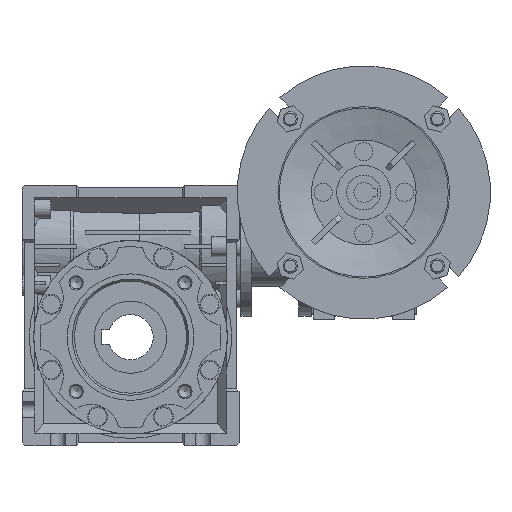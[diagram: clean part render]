
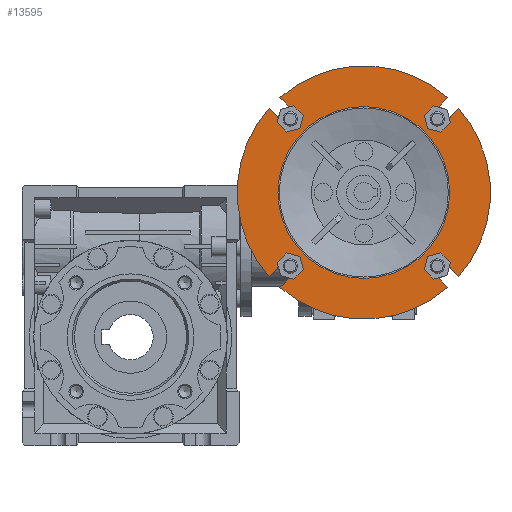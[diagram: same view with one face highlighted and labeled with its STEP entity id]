
A CAD part, left-side view. The second image highlights one B-rep face of the part: STEP entity #13595.
In plain terms, the highlighted face is planar.
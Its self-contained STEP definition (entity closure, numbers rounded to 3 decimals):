
#13595=ADVANCED_FACE('',(#24691,#24693),#24695,.T.);
#24691=FACE_BOUND('',#24692,.T.);
#24692=EDGE_LOOP('',(#32626,#32627,#32628,#32629,#32630,#32631,#32632,#32633,#32634,
#32635,#32636,#32637,#32638,#32639,#32640,#32641));
#24693=FACE_BOUND('',#24694,.T.);
#24694=EDGE_LOOP('',(#32642));
#24695=PLANE('',#24696);
#24696=AXIS2_PLACEMENT_3D('',#24697,#24698,#24699);
#24697=CARTESIAN_POINT('',(55.,105.,122.));
#24698=DIRECTION('',(1.,0.,0.));
#24699=DIRECTION('',(0.,-1.,0.));
#32626=ORIENTED_EDGE('',*,*,#36611,.T.);
#32627=ORIENTED_EDGE('',*,*,#36619,.F.);
#32628=ORIENTED_EDGE('',*,*,#36613,.T.);
#32629=ORIENTED_EDGE('',*,*,#36616,.T.);
#32630=ORIENTED_EDGE('',*,*,#36617,.T.);
#32631=ORIENTED_EDGE('',*,*,#36257,.F.);
#32632=ORIENTED_EDGE('',*,*,#36606,.T.);
#32633=ORIENTED_EDGE('',*,*,#36604,.T.);
#32634=ORIENTED_EDGE('',*,*,#36602,.T.);
#32635=ORIENTED_EDGE('',*,*,#36618,.F.);
#32636=ORIENTED_EDGE('',*,*,#36599,.T.);
#32637=ORIENTED_EDGE('',*,*,#36597,.T.);
#32638=ORIENTED_EDGE('',*,*,#36607,.T.);
#32639=ORIENTED_EDGE('',*,*,#36255,.F.);
#32640=ORIENTED_EDGE('',*,*,#36595,.T.);
#32641=ORIENTED_EDGE('',*,*,#36609,.T.);
#32642=ORIENTED_EDGE('',*,*,#36262,.T.);
#36255=EDGE_CURVE('',#42389,#42384,#42391,.T.);
#36257=EDGE_CURVE('',#42393,#42395,#42396,.T.);
#36262=EDGE_CURVE('',#42404,#42404,#42405,.T.);
#36595=EDGE_CURVE('',#42389,#42972,#42974,.T.);
#36597=EDGE_CURVE('',#42977,#42975,#42978,.T.);
#36599=EDGE_CURVE('',#42980,#42977,#42981,.T.);
#36602=EDGE_CURVE('',#42985,#42983,#42986,.T.);
#36604=EDGE_CURVE('',#42988,#42985,#42989,.T.);
#36606=EDGE_CURVE('',#42393,#42988,#42991,.T.);
#36607=EDGE_CURVE('',#42975,#42384,#42992,.T.);
#36609=EDGE_CURVE('',#42972,#42993,#42995,.T.);
#36611=EDGE_CURVE('',#42993,#42996,#42998,.T.);
#36613=EDGE_CURVE('',#43001,#42999,#43002,.T.);
#36616=EDGE_CURVE('',#42999,#43004,#43006,.T.);
#36617=EDGE_CURVE('',#43004,#42395,#43007,.T.);
#36618=EDGE_CURVE('',#42980,#42983,#43008,.T.);
#36619=EDGE_CURVE('',#43001,#42996,#43009,.T.);
#42384=VERTEX_POINT('',#58524);
#42389=VERTEX_POINT('',#58534);
#42391=CIRCLE('',#58538,70.);
#42393=VERTEX_POINT('',#58543);
#42395=VERTEX_POINT('',#58547);
#42396=CIRCLE('',#58548,70.);
#42404=VERTEX_POINT('',#58570);
#42405=CIRCLE('',#58571,47.5);
#42972=VERTEX_POINT('',#60737);
#42974=LINE('',#60741,#60742);
#42975=VERTEX_POINT('',#60744);
#42977=VERTEX_POINT('',#60748);
#42978=CIRCLE('',#60749,4.25);
#42980=VERTEX_POINT('',#60756);
#42981=LINE('',#60757,#60758);
#42983=VERTEX_POINT('',#60763);
#42985=VERTEX_POINT('',#60767);
#42986=LINE('',#60768,#60769);
#42988=VERTEX_POINT('',#60774);
#42989=CIRCLE('',#60775,4.25);
#42991=LINE('',#60782,#60783);
#42992=LINE('',#60785,#60786);
#42993=VERTEX_POINT('',#60788);
#42995=CIRCLE('',#60792,4.25);
#42996=VERTEX_POINT('',#60796);
#42998=LINE('',#60800,#60801);
#42999=VERTEX_POINT('',#60803);
#43001=VERTEX_POINT('',#60807);
#43002=LINE('',#60808,#60809);
#43004=VERTEX_POINT('',#60814);
#43006=CIRCLE('',#60818,4.25);
#43007=LINE('',#60822,#60823);
#43008=CIRCLE('',#60825,70.);
#43009=CIRCLE('',#60829,70.);
#58524=CARTESIAN_POINT('',(55.,17.589,168.401));
#58534=CARTESIAN_POINT('',(55.,17.589,75.599));
#58538=AXIS2_PLACEMENT_3D('',#58539,#58540,#58541);
#58539=CARTESIAN_POINT('',(55.,70.,122.));
#58540=DIRECTION('',(-1.,-0.,0.));
#58541=DIRECTION('',(0.,-0.749,-0.663));
#58543=CARTESIAN_POINT('',(55.,122.411,168.401));
#58547=CARTESIAN_POINT('',(55.,122.411,75.599));
#58548=AXIS2_PLACEMENT_3D('',#58549,#58550,#58551);
#58549=CARTESIAN_POINT('',(55.,70.,122.));
#58550=DIRECTION('',(-1.,0.,-0.));
#58551=DIRECTION('',(0.,0.749,0.663));
#58570=CARTESIAN_POINT('',(55.,117.5,122.));
#58571=AXIS2_PLACEMENT_3D('',#58572,#58573,#58574);
#58572=CARTESIAN_POINT('',(55.,70.,122.));
#58573=DIRECTION('',(-1.,-0.,-0.));
#58574=DIRECTION('',(0.,1.,0.));
#60737=CARTESIAN_POINT('',(55.,26.336,84.347));
#60741=CARTESIAN_POINT('',(55.,17.589,75.599));
#60742=VECTOR('',#60743,1.);
#60743=DIRECTION('',(0.,0.707,0.707));
#60744=CARTESIAN_POINT('',(55.,26.336,159.653));
#60748=CARTESIAN_POINT('',(55.,32.347,165.664));
#60749=AXIS2_PLACEMENT_3D('',#60750,#60751,#60752);
#60750=CARTESIAN_POINT('',(55.,29.341,162.659));
#60751=DIRECTION('',(-1.,0.,-0.));
#60752=DIRECTION('',(0.,0.707,0.707));
#60756=CARTESIAN_POINT('',(55.,23.599,174.411));
#60757=CARTESIAN_POINT('',(55.,23.599,174.411));
#60758=VECTOR('',#60759,1.);
#60759=DIRECTION('',(0.,0.707,-0.707));
#60763=CARTESIAN_POINT('',(55.,116.401,174.411));
#60767=CARTESIAN_POINT('',(55.,107.653,165.664));
#60768=CARTESIAN_POINT('',(55.,107.653,165.664));
#60769=VECTOR('',#60770,1.);
#60770=DIRECTION('',(0.,0.707,0.707));
#60774=CARTESIAN_POINT('',(55.,113.664,159.653));
#60775=AXIS2_PLACEMENT_3D('',#60776,#60777,#60778);
#60776=CARTESIAN_POINT('',(55.,110.659,162.659));
#60777=DIRECTION('',(-1.,0.,-0.));
#60778=DIRECTION('',(0.,0.707,-0.707));
#60782=CARTESIAN_POINT('',(55.,122.411,168.401));
#60783=VECTOR('',#60784,1.);
#60784=DIRECTION('',(0.,-0.707,-0.707));
#60785=CARTESIAN_POINT('',(55.,26.336,159.653));
#60786=VECTOR('',#60787,1.);
#60787=DIRECTION('',(0.,-0.707,0.707));
#60788=CARTESIAN_POINT('',(55.,32.347,78.336));
#60792=AXIS2_PLACEMENT_3D('',#60793,#60794,#60795);
#60793=CARTESIAN_POINT('',(55.,29.341,81.341));
#60794=DIRECTION('',(-1.,-0.,0.));
#60795=DIRECTION('',(0.,-0.707,0.707));
#60796=CARTESIAN_POINT('',(55.,23.599,69.589));
#60800=CARTESIAN_POINT('',(55.,32.347,78.336));
#60801=VECTOR('',#60802,1.);
#60802=DIRECTION('',(0.,-0.707,-0.707));
#60803=CARTESIAN_POINT('',(55.,107.653,78.336));
#60807=CARTESIAN_POINT('',(55.,116.401,69.589));
#60808=CARTESIAN_POINT('',(55.,116.401,69.589));
#60809=VECTOR('',#60810,1.);
#60810=DIRECTION('',(0.,-0.707,0.707));
#60814=CARTESIAN_POINT('',(55.,113.664,84.347));
#60818=AXIS2_PLACEMENT_3D('',#60819,#60820,#60821);
#60819=CARTESIAN_POINT('',(55.,110.659,81.341));
#60820=DIRECTION('',(-1.,-0.,0.));
#60821=DIRECTION('',(0.,-0.707,-0.707));
#60822=CARTESIAN_POINT('',(55.,113.664,84.347));
#60823=VECTOR('',#60824,1.);
#60824=DIRECTION('',(0.,0.707,-0.707));
#60825=AXIS2_PLACEMENT_3D('',#60826,#60827,#60828);
#60826=CARTESIAN_POINT('',(55.,70.,122.));
#60827=DIRECTION('',(-1.,-0.,0.));
#60828=DIRECTION('',(0.,-0.663,0.749));
#60829=AXIS2_PLACEMENT_3D('',#60830,#60831,#60832);
#60830=CARTESIAN_POINT('',(55.,70.,122.));
#60831=DIRECTION('',(-1.,0.,-0.));
#60832=DIRECTION('',(0.,0.663,-0.749));
